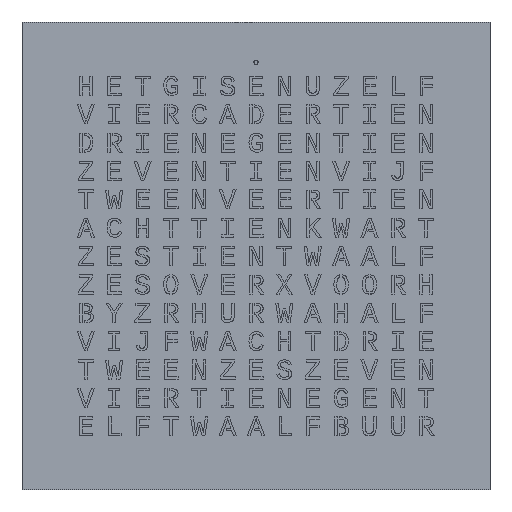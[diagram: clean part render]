
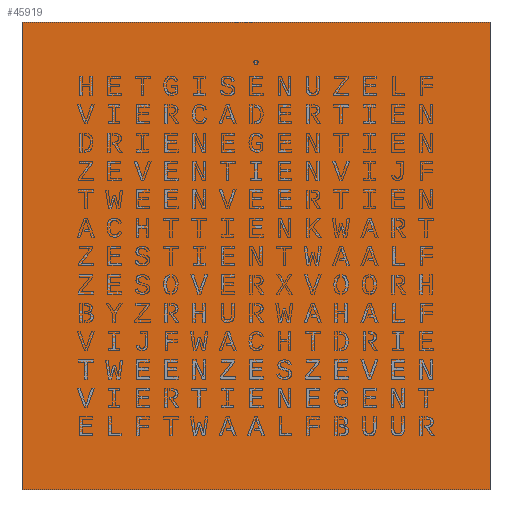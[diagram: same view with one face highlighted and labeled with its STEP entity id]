
A CAD part, top view. The second image highlights one B-rep face of the part: STEP entity #45919.
In plain terms, the highlighted planar face has unit normal (0, 0, 1).
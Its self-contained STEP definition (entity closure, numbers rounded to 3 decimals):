
#45919 = ADVANCED_FACE('',(#45920),#45934,.T.);
#45920 = FACE_BOUND('',#45921,.T.);
#45921 = EDGE_LOOP('',(#45922,#45945,#45961,#45977));
#45922 = ORIENTED_EDGE('',*,*,#45923,.T.);
#45923 = EDGE_CURVE('',#45924,#45926,#45928,.T.);
#45924 = VERTEX_POINT('',#45925);
#45925 = CARTESIAN_POINT('',(0.,0.,0.));
#45926 = VERTEX_POINT('',#45927);
#45927 = CARTESIAN_POINT('',(550.,0.,0.));
#45928 = SURFACE_CURVE('',#45929,(#45933),.PCURVE_S1.);
#45929 = LINE('',#45930,#45931);
#45930 = CARTESIAN_POINT('',(0.,0.,0.));
#45931 = VECTOR('',#45932,1.);
#45932 = DIRECTION('',(1.,0.,0.));
#45933 = PCURVE('',#45934,#45939);
#45934 = PLANE('',#45935);
#45935 = AXIS2_PLACEMENT_3D('',#45936,#45937,#45938);
#45936 = CARTESIAN_POINT('',(275.,275.,0.));
#45937 = DIRECTION('',(0.,0.,1.));
#45938 = DIRECTION('',(1.,0.,-0.));
#45939 = DEFINITIONAL_REPRESENTATION('',(#45940),#45944);
#45940 = LINE('',#45941,#45942);
#45941 = CARTESIAN_POINT('',(-275.,-275.));
#45942 = VECTOR('',#45943,1.);
#45943 = DIRECTION('',(1.,0.));
#45944 = ( GEOMETRIC_REPRESENTATION_CONTEXT(2) 
PARAMETRIC_REPRESENTATION_CONTEXT() REPRESENTATION_CONTEXT('2D SPACE',''
  ) );
#45945 = ORIENTED_EDGE('',*,*,#45946,.T.);
#45946 = EDGE_CURVE('',#45926,#45947,#45949,.T.);
#45947 = VERTEX_POINT('',#45948);
#45948 = CARTESIAN_POINT('',(550.,550.,0.));
#45949 = SURFACE_CURVE('',#45950,(#45954),.PCURVE_S1.);
#45950 = LINE('',#45951,#45952);
#45951 = CARTESIAN_POINT('',(550.,0.,0.));
#45952 = VECTOR('',#45953,1.);
#45953 = DIRECTION('',(0.,1.,0.));
#45954 = PCURVE('',#45934,#45955);
#45955 = DEFINITIONAL_REPRESENTATION('',(#45956),#45960);
#45956 = LINE('',#45957,#45958);
#45957 = CARTESIAN_POINT('',(275.,-275.));
#45958 = VECTOR('',#45959,1.);
#45959 = DIRECTION('',(0.,1.));
#45960 = ( GEOMETRIC_REPRESENTATION_CONTEXT(2) 
PARAMETRIC_REPRESENTATION_CONTEXT() REPRESENTATION_CONTEXT('2D SPACE',''
  ) );
#45961 = ORIENTED_EDGE('',*,*,#45962,.T.);
#45962 = EDGE_CURVE('',#45947,#45963,#45965,.T.);
#45963 = VERTEX_POINT('',#45964);
#45964 = CARTESIAN_POINT('',(0.,550.,0.));
#45965 = SURFACE_CURVE('',#45966,(#45970),.PCURVE_S1.);
#45966 = LINE('',#45967,#45968);
#45967 = CARTESIAN_POINT('',(550.,550.,0.));
#45968 = VECTOR('',#45969,1.);
#45969 = DIRECTION('',(-1.,0.,0.));
#45970 = PCURVE('',#45934,#45971);
#45971 = DEFINITIONAL_REPRESENTATION('',(#45972),#45976);
#45972 = LINE('',#45973,#45974);
#45973 = CARTESIAN_POINT('',(275.,275.));
#45974 = VECTOR('',#45975,1.);
#45975 = DIRECTION('',(-1.,0.));
#45976 = ( GEOMETRIC_REPRESENTATION_CONTEXT(2) 
PARAMETRIC_REPRESENTATION_CONTEXT() REPRESENTATION_CONTEXT('2D SPACE',''
  ) );
#45977 = ORIENTED_EDGE('',*,*,#45978,.T.);
#45978 = EDGE_CURVE('',#45963,#45924,#45979,.T.);
#45979 = SURFACE_CURVE('',#45980,(#45984),.PCURVE_S1.);
#45980 = LINE('',#45981,#45982);
#45981 = CARTESIAN_POINT('',(0.,550.,0.));
#45982 = VECTOR('',#45983,1.);
#45983 = DIRECTION('',(0.,-1.,0.));
#45984 = PCURVE('',#45934,#45985);
#45985 = DEFINITIONAL_REPRESENTATION('',(#45986),#45990);
#45986 = LINE('',#45987,#45988);
#45987 = CARTESIAN_POINT('',(-275.,275.));
#45988 = VECTOR('',#45989,1.);
#45989 = DIRECTION('',(0.,-1.));
#45990 = ( GEOMETRIC_REPRESENTATION_CONTEXT(2) 
PARAMETRIC_REPRESENTATION_CONTEXT() REPRESENTATION_CONTEXT('2D SPACE',''
  ) );
